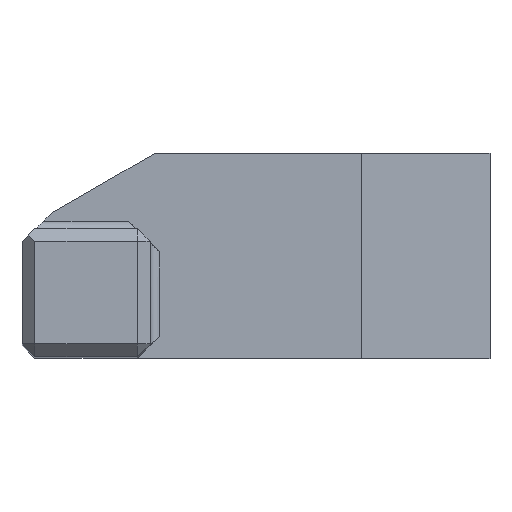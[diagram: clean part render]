
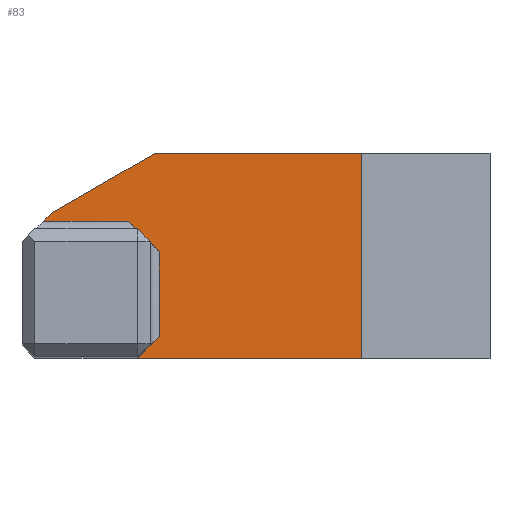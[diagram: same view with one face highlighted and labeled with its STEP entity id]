
A CAD part, top view. The second image highlights one B-rep face of the part: STEP entity #83.
In plain terms, the highlighted planar face has unit normal (0, 0, 1).
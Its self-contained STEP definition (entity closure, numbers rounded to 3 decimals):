
#83=ADVANCED_FACE('',(#140),#114,.F.);
#114=PLANE('',#703);
#140=FACE_OUTER_BOUND('',#176,.T.);
#176=EDGE_LOOP('',(#250,#251,#252,#253,#254,#255,#256,#257,#258));
#250=ORIENTED_EDGE('',*,*,#473,.T.);
#251=ORIENTED_EDGE('',*,*,#474,.T.);
#252=ORIENTED_EDGE('',*,*,#475,.T.);
#253=ORIENTED_EDGE('',*,*,#476,.T.);
#254=ORIENTED_EDGE('',*,*,#437,.T.);
#255=ORIENTED_EDGE('',*,*,#477,.F.);
#256=ORIENTED_EDGE('',*,*,#478,.F.);
#257=ORIENTED_EDGE('',*,*,#479,.F.);
#258=ORIENTED_EDGE('',*,*,#480,.T.);
#377=VERTEX_POINT('',#905);
#379=VERTEX_POINT('',#908);
#412=VERTEX_POINT('',#1006);
#413=VERTEX_POINT('',#1007);
#414=VERTEX_POINT('',#1009);
#415=VERTEX_POINT('',#1011);
#416=VERTEX_POINT('',#1014);
#417=VERTEX_POINT('',#1016);
#418=VERTEX_POINT('',#1018);
#437=EDGE_CURVE('',#379,#377,#524,.T.);
#473=EDGE_CURVE('',#412,#413,#548,.T.);
#474=EDGE_CURVE('',#413,#414,#549,.T.);
#475=EDGE_CURVE('',#414,#415,#550,.T.);
#476=EDGE_CURVE('',#415,#379,#551,.T.);
#477=EDGE_CURVE('',#416,#377,#552,.T.);
#478=EDGE_CURVE('',#417,#416,#553,.T.);
#479=EDGE_CURVE('',#418,#417,#554,.T.);
#480=EDGE_CURVE('',#418,#412,#555,.T.);
#524=LINE('',#907,#589);
#548=LINE('',#1005,#613);
#549=LINE('',#1008,#614);
#550=LINE('',#1010,#615);
#551=LINE('',#1012,#616);
#552=LINE('',#1013,#617);
#553=LINE('',#1015,#618);
#554=LINE('',#1017,#619);
#555=LINE('',#1019,#620);
#589=VECTOR('',#741,1.);
#613=VECTOR('',#799,1.);
#614=VECTOR('',#800,1.);
#615=VECTOR('',#801,1.);
#616=VECTOR('',#802,1.);
#617=VECTOR('',#803,1.);
#618=VECTOR('',#804,1.);
#619=VECTOR('',#805,1.);
#620=VECTOR('',#806,1.);
#703=AXIS2_PLACEMENT_3D('',#1020,#807,#808);
#741=DIRECTION('',(0.,1.,0.));
#799=DIRECTION('',(0.707,-0.707,0.));
#800=DIRECTION('',(0.,-1.,0.));
#801=DIRECTION('',(-0.707,-0.707,0.));
#802=DIRECTION('',(1.,0.,0.));
#803=DIRECTION('',(1.,0.,0.));
#804=DIRECTION('',(0.866,0.5,0.));
#805=DIRECTION('',(0.707,0.707,0.));
#806=DIRECTION('',(1.,0.,0.));
#807=DIRECTION('',(0.,0.,-1.));
#808=DIRECTION('',(0.,1.,0.));
#905=CARTESIAN_POINT('',(26.5,16.,-70.));
#907=CARTESIAN_POINT('',(26.5,-95.353,-70.));
#908=CARTESIAN_POINT('',(26.5,0.,-70.));
#1005=CARTESIAN_POINT('',(4.5,14.5,-70.));
#1006=CARTESIAN_POINT('',(8.3,10.7,-70.));
#1007=CARTESIAN_POINT('',(10.7,8.3,-70.));
#1008=CARTESIAN_POINT('',(10.7,1.,-70.));
#1009=CARTESIAN_POINT('',(10.7,1.7,-70.));
#1010=CARTESIAN_POINT('',(9.5,0.5,-70.));
#1011=CARTESIAN_POINT('',(9.,0.,-70.));
#1012=CARTESIAN_POINT('',(26.5,0.,-70.));
#1013=CARTESIAN_POINT('',(0.,16.,-70.));
#1014=CARTESIAN_POINT('',(10.392,16.,-70.));
#1015=CARTESIAN_POINT('',(0.,10.,-70.));
#1016=CARTESIAN_POINT('',(2.366,11.366,-70.));
#1017=CARTESIAN_POINT('',(0.5,9.5,-70.));
#1018=CARTESIAN_POINT('',(1.7,10.7,-70.));
#1019=CARTESIAN_POINT('',(9.,10.7,-70.));
#1020=CARTESIAN_POINT('',(0.,10.,-70.));
